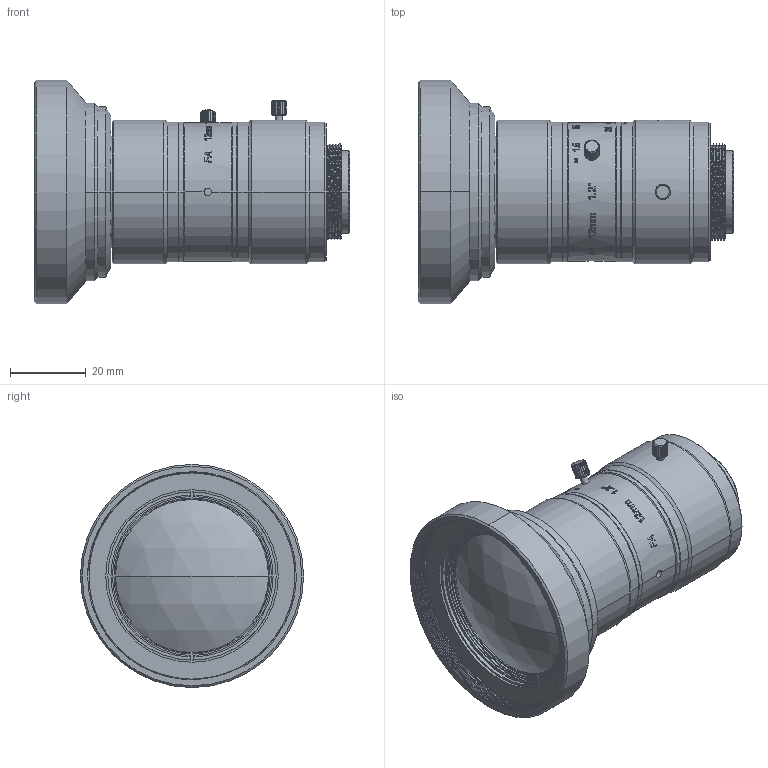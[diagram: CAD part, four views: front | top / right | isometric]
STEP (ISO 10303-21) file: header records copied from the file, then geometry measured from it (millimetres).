
FILE_DESCRIPTION (( 'STEP AP203' ), '1' );
FILE_NAME ('12.STEP', '2024-08-09T06:27:16', ( '' ), ( '' ), 'SwSTEP 2.0', 'SolidWorks 2022', '' );
FILE_SCHEMA (( 'CONFIG_CONTROL_DESIGN' ));
Length unit declared in the file: millimetre
Products named in the file (5): F12mm; SNZFS-M1.6-3; 锁紧钉1; 12; LB-1
Assembly tree (7 placements, depth 2):
  12
    F12mm
    SNZFS-M1.6-3  x3
    锁紧钉1  x2
    LB-1
Bounding box: 83.33 x 59 x 59 mm (x, y, z)
Volume: 94248.7 mm3; surface area: 25723.7 mm2
Topology: 8 solids, 8 shells, 966 faces, 2447 edges, 1575 vertices
Faces by surface type: plane 407, bspline 260, cylinder 222, cone 73, sphere 4
Entity records: 49221 total; most frequent: CARTESIAN_POINT 31743, ORIENTED_EDGE 4070, DIRECTION 2546, EDGE_CURVE 2035, VERTEX_POINT 1323, AXIS2_PLACEMENT_3D 969, B_SPLINE_CURVE_WITH_KNOTS 951, EDGE_LOOP 878
